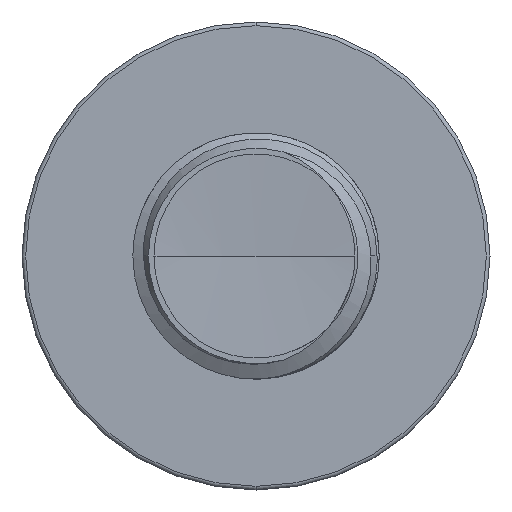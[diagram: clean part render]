
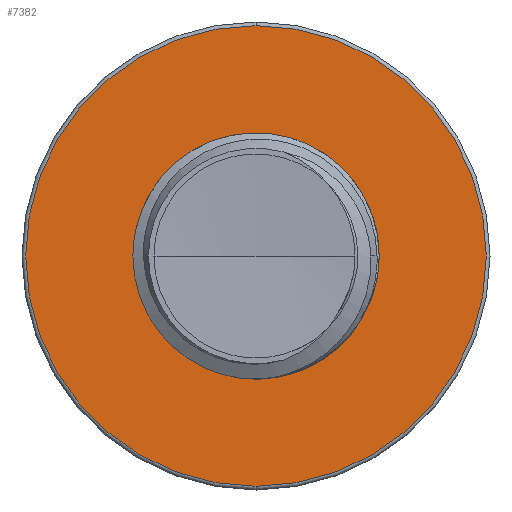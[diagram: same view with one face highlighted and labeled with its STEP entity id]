
A CAD part, front view. The second image highlights one B-rep face of the part: STEP entity #7382.
In plain terms, the highlighted planar face has unit normal (0, -1, 0).
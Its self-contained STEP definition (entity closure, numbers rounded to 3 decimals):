
#254 = EDGE_CURVE ( 'NONE', #2863, #8827, #7892, .T. ) ;
#347 = CARTESIAN_POINT ( 'NONE',  ( 0., 5., 0. ) ) ;
#778 = EDGE_LOOP ( 'NONE', ( #4222, #6413 ) ) ;
#908 = EDGE_LOOP ( 'NONE', ( #15374, #4204 ) ) ;
#1047 = EDGE_CURVE ( 'NONE', #4241, #7065, #12095, .T. ) ;
#1197 = CARTESIAN_POINT ( 'NONE',  ( 0., 5., -2.438 ) ) ;
#1698 = DIRECTION ( 'NONE',  ( 0., 0., -1. ) ) ;
#1720 = DIRECTION ( 'NONE',  ( 0., -1., 0. ) ) ;
#1732 = CARTESIAN_POINT ( 'NONE',  ( 0., 5., 0. ) ) ;
#2476 = EDGE_CURVE ( 'NONE', #7065, #4241, #10523, .T. ) ;
#2863 = VERTEX_POINT ( 'NONE', #1197 ) ;
#2934 = EDGE_CURVE ( 'NONE', #8827, #2863, #4715, .T. ) ;
#4204 = ORIENTED_EDGE ( 'NONE', *, *, #1047, .T. ) ;
#4222 = ORIENTED_EDGE ( 'NONE', *, *, #254, .F. ) ;
#4241 = VERTEX_POINT ( 'NONE', #11366 ) ;
#4661 = DIRECTION ( 'NONE',  ( 0., 0., -1. ) ) ;
#4663 = DIRECTION ( 'NONE',  ( 0., -1., 0. ) ) ;
#4715 = CIRCLE ( 'NONE', #10384, 2.438 ) ;
#5776 = FACE_BOUND ( 'NONE', #778, .T. ) ;
#6413 = ORIENTED_EDGE ( 'NONE', *, *, #2934, .F. ) ;
#7065 = VERTEX_POINT ( 'NONE', #10050 ) ;
#7382 = ADVANCED_FACE ( 'NONE', ( #14833, #5776 ), #8866, .T. ) ;
#7892 = CIRCLE ( 'NONE', #13911, 2.438 ) ;
#8820 = DIRECTION ( 'NONE',  ( 0., 0., -1. ) ) ;
#8827 = VERTEX_POINT ( 'NONE', #11905 ) ;
#8842 = DIRECTION ( 'NONE',  ( 0., -1., 0. ) ) ;
#8866 = PLANE ( 'NONE',  #15216 ) ;
#8941 = CARTESIAN_POINT ( 'NONE',  ( 0., 5., 2.438 ) ) ;
#10050 = CARTESIAN_POINT ( 'NONE',  ( 0., 5., -4.675 ) ) ;
#10384 = AXIS2_PLACEMENT_3D ( 'NONE', #347, #4663, #4661 ) ;
#10523 = CIRCLE ( 'NONE', #11808, 4.675 ) ;
#10535 = AXIS2_PLACEMENT_3D ( 'NONE', #1732, #1720, #1698 ) ;
#11366 = CARTESIAN_POINT ( 'NONE',  ( 0., 5., 4.675 ) ) ;
#11483 = DIRECTION ( 'NONE',  ( 0., 0., -1. ) ) ;
#11506 = DIRECTION ( 'NONE',  ( 0., -1., 0. ) ) ;
#11529 = CARTESIAN_POINT ( 'NONE',  ( 0., 5., 0. ) ) ;
#11808 = AXIS2_PLACEMENT_3D ( 'NONE', #11529, #11506, #11483 ) ;
#11905 = CARTESIAN_POINT ( 'NONE',  ( 0., 5., 2.438 ) ) ;
#11947 = DIRECTION ( 'NONE',  ( 0., 0., -1. ) ) ;
#11958 = DIRECTION ( 'NONE',  ( 0., -1., 0. ) ) ;
#11975 = CARTESIAN_POINT ( 'NONE',  ( 0., 5., 0. ) ) ;
#12095 = CIRCLE ( 'NONE', #10535, 4.675 ) ;
#13911 = AXIS2_PLACEMENT_3D ( 'NONE', #11975, #11958, #11947 ) ;
#14833 = FACE_OUTER_BOUND ( 'NONE', #908, .T. ) ;
#15216 = AXIS2_PLACEMENT_3D ( 'NONE', #8941, #8842, #8820 ) ;
#15374 = ORIENTED_EDGE ( 'NONE', *, *, #2476, .T. ) ;
